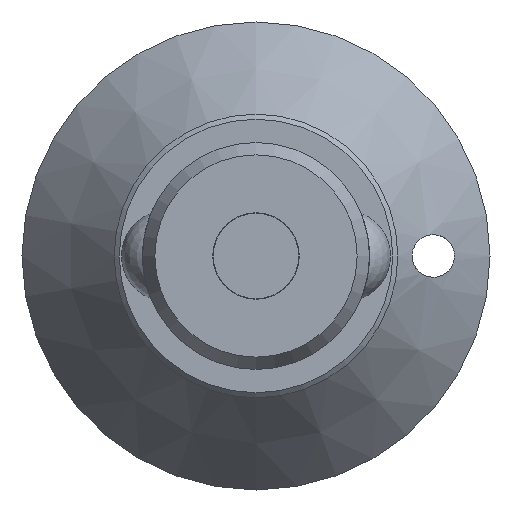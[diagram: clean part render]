
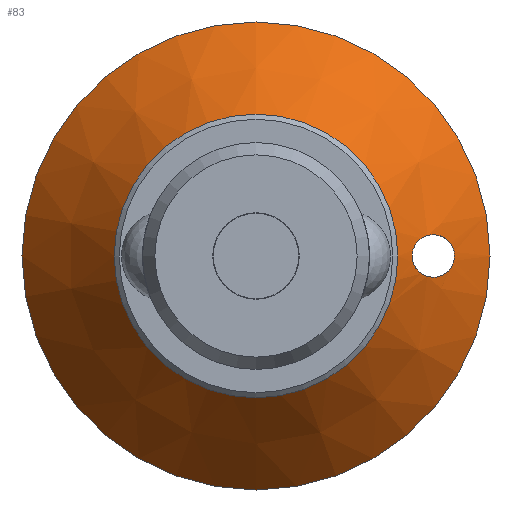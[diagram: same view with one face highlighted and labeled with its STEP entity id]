
A CAD part, front view. The second image highlights one B-rep face of the part: STEP entity #83.
In plain terms, the highlighted conical face has half-angle 37 degrees and reference radius 16.5 mm.
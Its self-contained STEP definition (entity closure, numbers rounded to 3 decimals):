
#83 = ADVANCED_FACE( '', ( #184, #185, #186 ), #187, .T. );
#184 = FACE_BOUND( '', #332, .T. );
#185 = FACE_BOUND( '', #333, .T. );
#186 = FACE_OUTER_BOUND( '', #334, .T. );
#187 = CONICAL_SURFACE( '', #335, 16.5, 0.646 );
#332 = EDGE_LOOP( '', ( #472 ) );
#333 = EDGE_LOOP( '', ( #473 ) );
#334 = EDGE_LOOP( '', ( #474 ) );
#335 = AXIS2_PLACEMENT_3D( '', #475, #476, #477 );
#472 = ORIENTED_EDGE( '', *, *, #575, .F. );
#473 = ORIENTED_EDGE( '', *, *, #565, .F. );
#474 = ORIENTED_EDGE( '', *, *, #550, .T. );
#475 = CARTESIAN_POINT( '', ( 0., 32.226, 0. ) );
#476 = DIRECTION( '', ( 0., 1., 0. ) );
#477 = DIRECTION( '', ( 0., 0., 1. ) );
#550 = EDGE_CURVE( '', #612, #612, #613, .T. );
#565 = EDGE_CURVE( '', #635, #635, #636, .T. );
#575 = EDGE_CURVE( '', #650, #650, #651, .T. );
#612 = VERTEX_POINT( '', #694 );
#613 = CIRCLE( '', #695, 16.5 );
#635 = VERTEX_POINT( '', #754 );
#636 = B_SPLINE_CURVE_WITH_KNOTS( '', 3, ( #755, #756, #757, #758, #759, #760, #761, #762, #763, #764, #765, #766, #767, #768, #769, #770, #771, #772, #773, #774, #775, #776, #777, #778, #779, #780, #781, #782, #783, #784, #785, #786, #787, #788, #789, #790, #791, #792, #793, #794, #795, #796, #797, #798, #799, #800, #801, #802, #803, #804 ), .UNSPECIFIED., .T., .F., ( 2, 2, 2, 2, 2, 2, 2, 2, 2, 2, 2, 2, 2, 2, 2, 2, 2, 2, 2, 2, 2, 2, 2, 2, 2, 2, 2 ), ( 0., 0., 0.001, 0.002, 0.002, 0.003, 0.004, 0.004, 0.005, 0.005, 0.006, 0.006, 0.006, 0.007, 0.007, 0.008, 0.008, 0.009, 0.01, 0.01, 0.011, 0.011, 0.012, 0.012, 0.012, 0.013, 0.013 ), .UNSPECIFIED. );
#650 = VERTEX_POINT( '', #883 );
#651 = CIRCLE( '', #884, 10. );
#694 = CARTESIAN_POINT( '', ( 0., 32.226, -16.5 ) );
#695 = AXIS2_PLACEMENT_3D( '', #994, #995, #996 );
#754 = CARTESIAN_POINT( '', ( 11.28, 25.343, -0.873 ) );
#755 = CARTESIAN_POINT( '', ( 11.221, 25.256, -0.79 ) );
#756 = CARTESIAN_POINT( '', ( 11.398, 25.517, -1.038 ) );
#757 = CARTESIAN_POINT( '', ( 11.533, 25.711, -1.16 ) );
#758 = CARTESIAN_POINT( '', ( 11.821, 26.118, -1.348 ) );
#759 = CARTESIAN_POINT( '', ( 11.97, 26.325, -1.412 ) );
#760 = CARTESIAN_POINT( '', ( 12.279, 26.744, -1.492 ) );
#761 = CARTESIAN_POINT( '', ( 12.44, 26.958, -1.507 ) );
#762 = CARTESIAN_POINT( '', ( 12.76, 27.377, -1.486 ) );
#763 = CARTESIAN_POINT( '', ( 12.92, 27.582, -1.45 ) );
#764 = CARTESIAN_POINT( '', ( 13.238, 27.984, -1.317 ) );
#765 = CARTESIAN_POINT( '', ( 13.395, 28.178, -1.22 ) );
#766 = CARTESIAN_POINT( '', ( 13.612, 28.443, -1.012 ) );
#767 = CARTESIAN_POINT( '', ( 13.68, 28.526, -0.932 ) );
#768 = CARTESIAN_POINT( '', ( 13.804, 28.674, -0.75 ) );
#769 = CARTESIAN_POINT( '', ( 13.859, 28.741, -0.646 ) );
#770 = CARTESIAN_POINT( '', ( 13.946, 28.844, -0.417 ) );
#771 = CARTESIAN_POINT( '', ( 13.978, 28.882, -0.29 ) );
#772 = CARTESIAN_POINT( '', ( 14.005, 28.915, -0.029 ) );
#773 = CARTESIAN_POINT( '', ( 14.002, 28.91, 0.108 ) );
#774 = CARTESIAN_POINT( '', ( 13.96, 28.861, 0.366 ) );
#775 = CARTESIAN_POINT( '', ( 13.923, 28.817, 0.49 ) );
#776 = CARTESIAN_POINT( '', ( 13.826, 28.701, 0.711 ) );
#777 = CARTESIAN_POINT( '', ( 13.768, 28.631, 0.809 ) );
#778 = CARTESIAN_POINT( '', ( 13.639, 28.476, 0.982 ) );
#779 = CARTESIAN_POINT( '', ( 13.568, 28.39, 1.057 ) );
#780 = CARTESIAN_POINT( '', ( 13.422, 28.211, 1.187 ) );
#781 = CARTESIAN_POINT( '', ( 13.346, 28.117, 1.242 ) );
#782 = CARTESIAN_POINT( '', ( 13.191, 27.924, 1.334 ) );
#783 = CARTESIAN_POINT( '', ( 13.111, 27.823, 1.373 ) );
#784 = CARTESIAN_POINT( '', ( 12.951, 27.621, 1.433 ) );
#785 = CARTESIAN_POINT( '', ( 12.871, 27.518, 1.456 ) );
#786 = CARTESIAN_POINT( '', ( 12.63, 27.209, 1.503 ) );
#787 = CARTESIAN_POINT( '', ( 12.469, 26.997, 1.508 ) );
#788 = CARTESIAN_POINT( '', ( 12.152, 26.574, 1.468 ) );
#789 = CARTESIAN_POINT( '', ( 11.999, 26.364, 1.423 ) );
#790 = CARTESIAN_POINT( '', ( 11.702, 25.952, 1.281 ) );
#791 = CARTESIAN_POINT( '', ( 11.558, 25.747, 1.182 ) );
#792 = CARTESIAN_POINT( '', ( 11.362, 25.464, 0.982 ) );
#793 = CARTESIAN_POINT( '', ( 11.3, 25.372, 0.905 ) );
#794 = CARTESIAN_POINT( '', ( 11.187, 25.206, 0.732 ) );
#795 = CARTESIAN_POINT( '', ( 11.136, 25.13, 0.634 ) );
#796 = CARTESIAN_POINT( '', ( 11.053, 25.007, 0.413 ) );
#797 = CARTESIAN_POINT( '', ( 11.022, 24.96, 0.288 ) );
#798 = CARTESIAN_POINT( '', ( 10.995, 24.919, 0.027 ) );
#799 = CARTESIAN_POINT( '', ( 10.998, 24.925, -0.11 ) );
#800 = CARTESIAN_POINT( '', ( 11.04, 24.987, -0.367 ) );
#801 = CARTESIAN_POINT( '', ( 11.076, 25.041, -0.485 ) );
#802 = CARTESIAN_POINT( '', ( 11.167, 25.177, -0.697 ) );
#803 = CARTESIAN_POINT( '', ( 11.221, 25.256, -0.79 ) );
#804 = CARTESIAN_POINT( '', ( 11.398, 25.517, -1.038 ) );
#883 = CARTESIAN_POINT( '', ( 0., 23.6, -10. ) );
#884 = AXIS2_PLACEMENT_3D( '', #1027, #1028, #1029 );
#994 = CARTESIAN_POINT( '', ( 0., 32.226, 0. ) );
#995 = DIRECTION( '', ( 0., -1., 0. ) );
#996 = DIRECTION( '', ( 0., 0., -1. ) );
#1027 = CARTESIAN_POINT( '', ( 0., 23.6, 0. ) );
#1028 = DIRECTION( '', ( 0., -1., 0. ) );
#1029 = DIRECTION( '', ( 0., 0., -1. ) );
